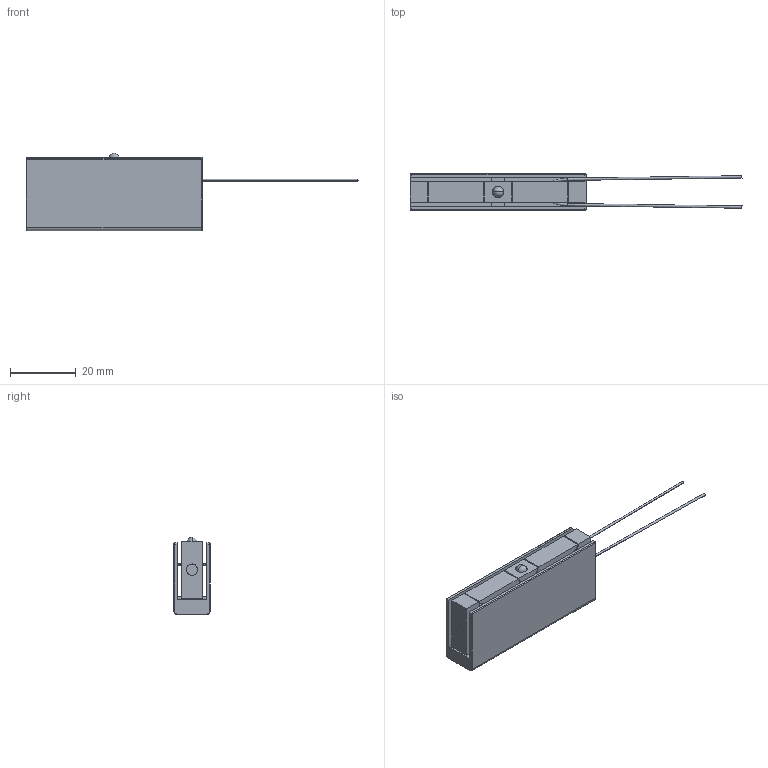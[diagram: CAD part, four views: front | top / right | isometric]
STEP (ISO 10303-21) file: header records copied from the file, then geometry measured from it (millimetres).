
FILE_DESCRIPTION (( 'STEP AP214' ), '1' );
FILE_NAME ('PK2FVF1.STEP', '2015-02-27T07:30:23', ( '' ), ( '' ), 'SwSTEP 2.0', 'SolidWorks 2014', '' );
FILE_SCHEMA (( 'AUTOMOTIVE_DESIGN' ));
Length unit declared in the file: millimetre
Products named in the file (11): PK2FVP2; flexure  and ball; stack and end cup and screw and flexure; 08354; END CUP; ball; PK2FVF1; screw2; screwupdated; flexure cover--PK2FVF1_Default<___>; u shape and flexure and stack
Assembly tree (12 placements, depth 5):
  PK2FVF1
    u shape and flexure and stack
      stack and end cup and screw and flexure
        flexure  and ball
          08354
          ball
    PK2FVP2
    END CUP  x2
    screwupdated  x2
    flexure cover--PK2FVF1_Default<___>
    screw2
Bounding box: 100.67 x 11 x 23.47 mm (x, y, z)
Volume: 9130.8 mm3; surface area: 11372.5 mm2
Topology: 35 solids, 35 shells, 749 faces, 1852 edges, 1194 vertices
Faces by surface type: plane 386, cylinder 240, sphere 57, bspline 44, cone 22
Entity records: 28555 total; most frequent: CARTESIAN_POINT 6956, ORIENTED_EDGE 3606, DIRECTION 3463, EDGE_CURVE 1803, VERTEX_POINT 1171, VECTOR 1155, LINE 1155, AXIS2_PLACEMENT_3D 1154
